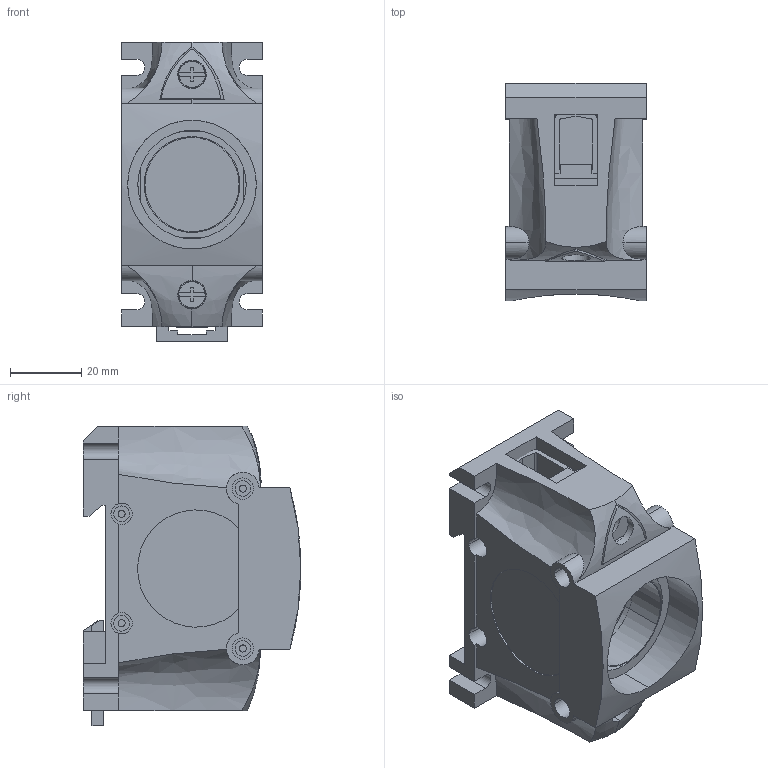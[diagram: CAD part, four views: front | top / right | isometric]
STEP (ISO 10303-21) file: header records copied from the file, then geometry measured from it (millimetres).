
FILE_DESCRIPTION(('CATIA V5 STEP Exchange','CAx-IF Rec.Pracs.--- Model Styling and Organization---1.2---2011-12-15'),'2;1');
FILE_NAME('31173.stp','2017-05-18T09:44:17+00:00',('none'),('none'),'Version 5-6 Release 2012','CATIA V5 STEP AP214','none');
FILE_SCHEMA(('AUTOMOTIVE_DESIGN { 1 0 10303 214 1 1 1 1 }'));
Length unit declared in the file: millimetre
Products named in the file (11): D fuse base, panel-mounting ; 31173; Case; threadbridge; arrow; snap lock; turbular rivet; frame clamp; clamp case; wire guard; screw
Assembly tree (14 placements, depth 4):
  D fuse base, panel-mounting 
    31173
      Case
      threadbridge
      arrow
      snap lock
      turbular rivet  x4
      frame clamp  x2
        clamp case
        wire guard
        screw
Bounding box: 39.6 x 61.2 x 84.2 mm (x, y, z)
Volume: 108438.3 mm3; surface area: 38974.3 mm2
Topology: 14 solids, 16 shells, 403 faces, 1048 edges, 698 vertices
Faces by surface type: plane 250, cylinder 141, bspline 8, cone 4
Entity records: 9745 total; most frequent: CARTESIAN_POINT 2392, ORIENTED_EDGE 1610, DIRECTION 1185, EDGE_CURVE 805, VERTEX_POINT 536, VECTOR 533, LINE 533, AXIS2_PLACEMENT_3D 427
